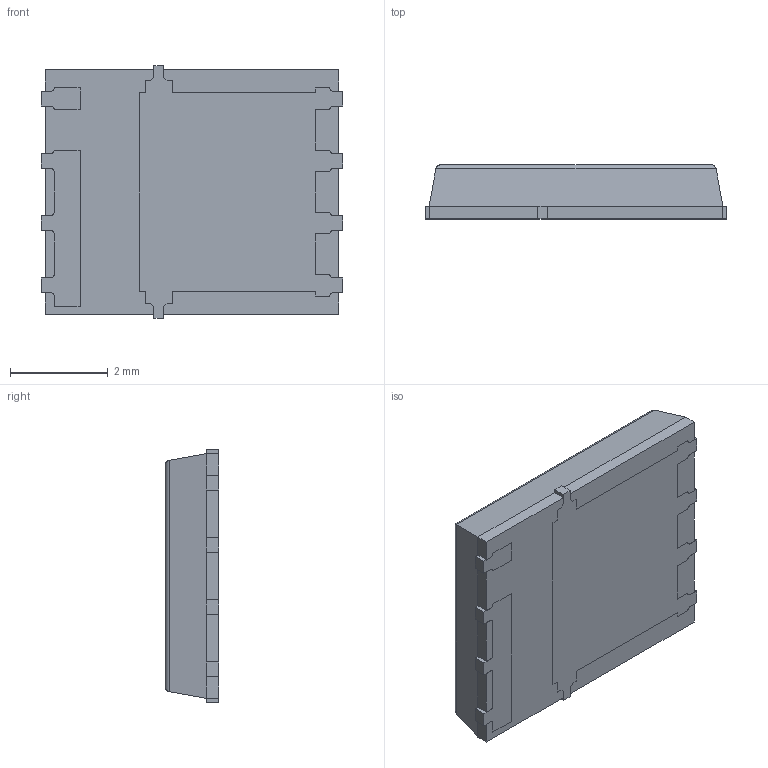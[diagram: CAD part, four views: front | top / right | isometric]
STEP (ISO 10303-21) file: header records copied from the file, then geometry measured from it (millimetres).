
FILE_DESCRIPTION (( 'STEP AP214' ), '1' );
FILE_NAME ('BSC022N04LS6ATMA1.STEP', '2023-10-06T15:22:58', ( '' ), ( '' ), 'SwSTEP 2.0', 'SolidWorks 2017', '' );
FILE_SCHEMA (( 'AUTOMOTIVE_DESIGN' ));
Length unit declared in the file: millimetre
Products named in the file (1): BSC022N04LS6ATMA1
Bounding box: 6.15 x 1.1 x 5.15 mm (x, y, z)
Volume: 31.6 mm3; surface area: 131.6 mm2
Topology: 5 solids, 5 shells, 207 faces, 560 edges, 364 vertices
Faces by surface type: plane 167, cylinder 40
Entity records: 6472 total; most frequent: CARTESIAN_POINT 1144, ORIENTED_EDGE 1120, DIRECTION 1044, EDGE_CURVE 560, VECTOR 484, LINE 484, VERTEX_POINT 364, AXIS2_PLACEMENT_3D 280
